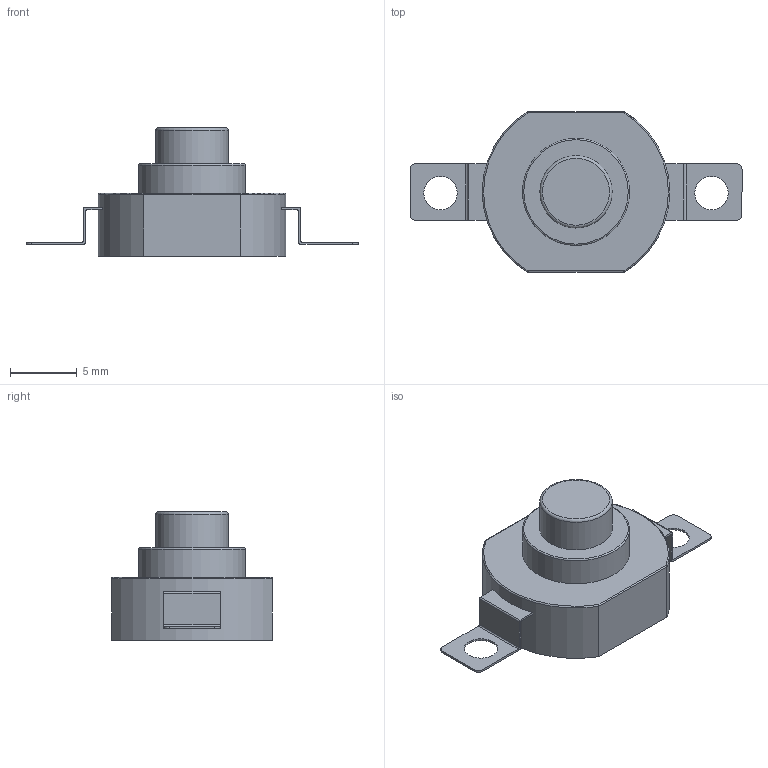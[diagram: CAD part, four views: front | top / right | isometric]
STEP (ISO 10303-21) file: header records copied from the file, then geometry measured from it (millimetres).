
FILE_DESCRIPTION(/* description */ (''),/* implementation_level */ '2;1');
FILE_NAME(/* name */ '2Pin Horizontal Flashlight Button Switch 1412-KD Self Lock ON-OFF SPST Yellow v8.step',/* time_stamp */ '2020-01-06T08:24:36-03:00',/* author */ (''),/* organization */ (''),/* preprocessor_version */ 'ST-DEVELOPER v18',/* originating_system */ 'Autodesk Translation Framework v8.12.0.6',/* authorisation */ '');
FILE_SCHEMA (('AUTOMOTIVE_DESIGN { 1 0 10303 214 3 1 1 }'));
Length unit declared in the file: millimetre
Products named in the file (4): 2Pin Horizontal Flashlight Button Switch 1412-KD Self Lock ON-OFF SPS
T Yellow; BodySw; SwBotton; ContactPins
Assembly tree (3 placements, depth 4):
  2Pin Horizontal Flashlight Button Switch 1412-KD Self Lock ON-OFF SPS
T Yellow
    BodySw
      SwBotton
        ContactPins
Bounding box: 24.8 x 12 x 9.6 mm (x, y, z)
Volume: 858.4 mm3; surface area: 767.5 mm2
Topology: 4 solids, 4 shells, 299 faces, 809 edges, 538 vertices
Faces by surface type: plane 153, bspline 120, cylinder 22, torus 4
Full cylindrical faces by diameter (mm): 2.5 x2, 5.4 x1, 8 x1
Entity records: 10615 total; most frequent: CARTESIAN_POINT 3746, ORIENTED_EDGE 1618, DIRECTION 987, EDGE_CURVE 809, VERTEX_POINT 538, LINE 517, VECTOR 517, EDGE_LOOP 323
